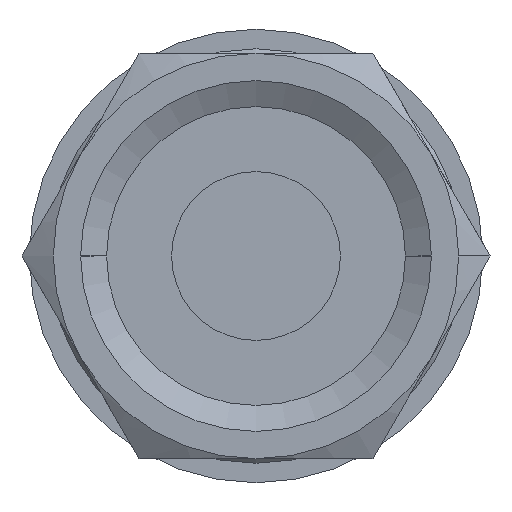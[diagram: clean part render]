
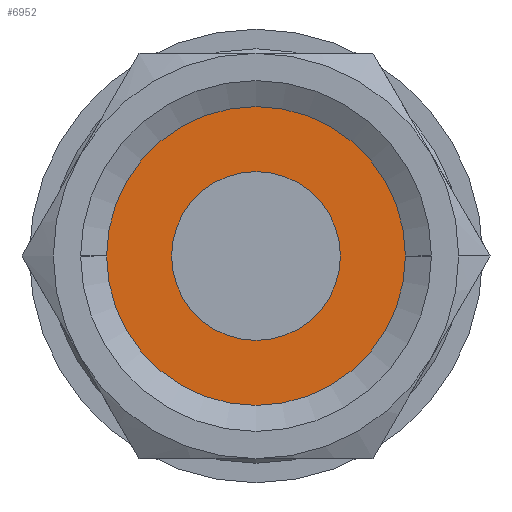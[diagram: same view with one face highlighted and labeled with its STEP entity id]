
A CAD part, left-side view. The second image highlights one B-rep face of the part: STEP entity #6952.
In plain terms, the highlighted face is planar.
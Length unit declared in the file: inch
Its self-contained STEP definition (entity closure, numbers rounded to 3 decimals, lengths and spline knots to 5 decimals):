
#280 = VERTEX_POINT ( 'NONE', #6183 ) ;
#291 = ORIENTED_EDGE ( 'NONE', *, *, #7558, .T. ) ;
#398 = AXIS2_PLACEMENT_3D ( 'NONE', #5646, #9016, #765 ) ;
#570 = ORIENTED_EDGE ( 'NONE', *, *, #1374, .F. ) ;
#682 = AXIS2_PLACEMENT_3D ( 'NONE', #8922, #4613, #2643 ) ;
#725 = CARTESIAN_POINT ( 'NONE',  ( 0., -0.04731, 0. ) ) ;
#765 = DIRECTION ( 'NONE',  ( 0., 0., 1. ) ) ;
#785 = VERTEX_POINT ( 'NONE', #4807 ) ;
#1120 = CARTESIAN_POINT ( 'NONE',  ( 0., -0.04731, 0.065 ) ) ;
#1374 = EDGE_CURVE ( 'NONE', #5809, #2489, #7351, .T. ) ;
#2489 = VERTEX_POINT ( 'NONE', #8391 ) ;
#2590 = EDGE_LOOP ( 'NONE', ( #2849, #291 ) ) ;
#2643 = DIRECTION ( 'NONE',  ( 0., 0., 1. ) ) ;
#2849 = ORIENTED_EDGE ( 'NONE', *, *, #8649, .T. ) ;
#3325 = FACE_OUTER_BOUND ( 'NONE', #2590, .T. ) ;
#3339 = AXIS2_PLACEMENT_3D ( 'NONE', #5611, #7040, #8572 ) ;
#4156 = AXIS2_PLACEMENT_3D ( 'NONE', #4815, #6898, #8885 ) ;
#4202 = EDGE_LOOP ( 'NONE', ( #570, #4479 ) ) ;
#4479 = ORIENTED_EDGE ( 'NONE', *, *, #5544, .F. ) ;
#4613 = DIRECTION ( 'NONE',  ( 0., 1., 0. ) ) ;
#4807 = CARTESIAN_POINT ( 'NONE',  ( 0., -0.04731, 0.135 ) ) ;
#4815 = CARTESIAN_POINT ( 'NONE',  ( 0., -0.04731, 0. ) ) ;
#4990 = AXIS2_PLACEMENT_3D ( 'NONE', #725, #5651, #5038 ) ;
#5038 = DIRECTION ( 'NONE',  ( 0., 0., 1. ) ) ;
#5417 = CIRCLE ( 'NONE', #3339, 0.135 ) ;
#5544 = EDGE_CURVE ( 'NONE', #2489, #5809, #7431, .T. ) ;
#5611 = CARTESIAN_POINT ( 'NONE',  ( 0., -0.04731, 0. ) ) ;
#5646 = CARTESIAN_POINT ( 'NONE',  ( 0., -0.04731, -0.135 ) ) ;
#5651 = DIRECTION ( 'NONE',  ( 0., 1., 0. ) ) ;
#5809 = VERTEX_POINT ( 'NONE', #1120 ) ;
#6155 = FACE_BOUND ( 'NONE', #4202, .T. ) ;
#6183 = CARTESIAN_POINT ( 'NONE',  ( 0., -0.04731, -0.135 ) ) ;
#6898 = DIRECTION ( 'NONE',  ( 0., 1., 0. ) ) ;
#6952 = ADVANCED_FACE ( 'NONE', ( #3325, #6155 ), #8929, .T. ) ;
#7040 = DIRECTION ( 'NONE',  ( 0., 1., 0. ) ) ;
#7351 = CIRCLE ( 'NONE', #4990, 0.065 ) ;
#7386 = CIRCLE ( 'NONE', #4156, 0.135 ) ;
#7431 = CIRCLE ( 'NONE', #682, 0.065 ) ;
#7558 = EDGE_CURVE ( 'NONE', #280, #785, #5417, .T. ) ;
#8391 = CARTESIAN_POINT ( 'NONE',  ( 0., -0.04731, -0.065 ) ) ;
#8572 = DIRECTION ( 'NONE',  ( 0., 0., 1. ) ) ;
#8649 = EDGE_CURVE ( 'NONE', #785, #280, #7386, .T. ) ;
#8885 = DIRECTION ( 'NONE',  ( 0., 0., 1. ) ) ;
#8922 = CARTESIAN_POINT ( 'NONE',  ( 0., -0.04731, 0. ) ) ;
#8929 = PLANE ( 'NONE',  #398 ) ;
#9016 = DIRECTION ( 'NONE',  ( 0., 1., 0. ) ) ;
